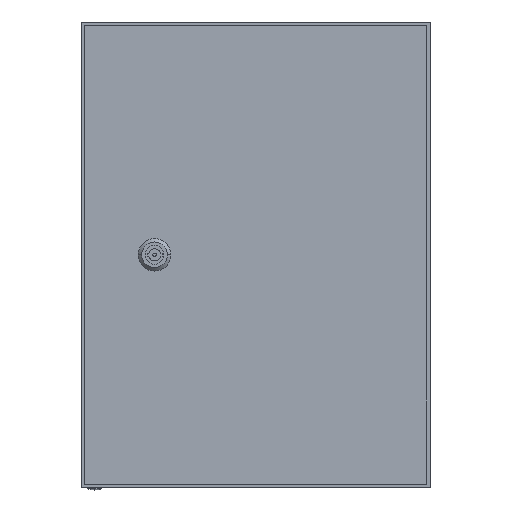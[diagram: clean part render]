
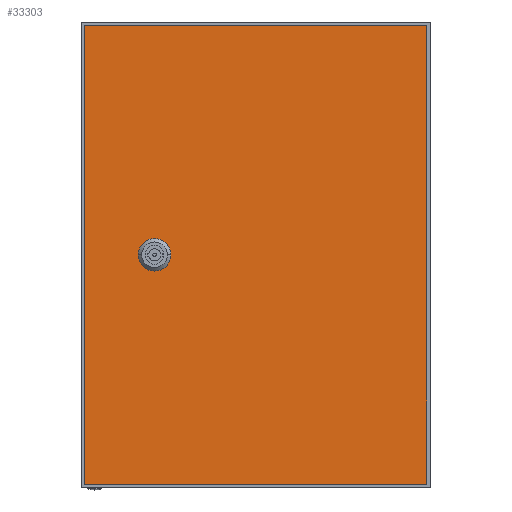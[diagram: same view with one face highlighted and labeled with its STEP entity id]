
A CAD part, top view. The second image highlights one B-rep face of the part: STEP entity #33303.
In plain terms, the highlighted planar face has unit normal (0, 0, 1).
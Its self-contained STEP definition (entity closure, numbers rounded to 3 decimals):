
#1241 = CARTESIAN_POINT ( 'NONE',  ( 62.87, 200., 16.85 ) ) ;
#1331 = ORIENTED_EDGE ( 'NONE', *, *, #4415, .T. ) ;
#1872 = LINE ( 'NONE', #12878, #10617 ) ;
#2478 = DIRECTION ( 'NONE',  ( 0., 0., -1. ) ) ;
#2531 = VERTEX_POINT ( 'NONE', #3823 ) ;
#2789 = LINE ( 'NONE', #23266, #18590 ) ;
#3165 = CARTESIAN_POINT ( 'NONE',  ( 62.87, 200., 16.85 ) ) ;
#3427 = VECTOR ( 'NONE', #38465, 1000. ) ;
#3823 = CARTESIAN_POINT ( 'NONE',  ( 2.72, 3., 16.85 ) ) ;
#4415 = EDGE_CURVE ( 'NONE', #17589, #33018, #33923, .T. ) ;
#4525 = FACE_BOUND ( 'NONE', #41316, .T. ) ;
#5658 = ORIENTED_EDGE ( 'NONE', *, *, #14296, .T. ) ;
#7588 = AXIS2_PLACEMENT_3D ( 'NONE', #3165, #2478, #17195 ) ;
#10143 = CARTESIAN_POINT ( 'NONE',  ( 296.72, 397., 16.85 ) ) ;
#10617 = VECTOR ( 'NONE', #29955, 1000. ) ;
#12878 = CARTESIAN_POINT ( 'NONE',  ( 2.72, 397., 16.85 ) ) ;
#14296 = EDGE_CURVE ( 'NONE', #35134, #2531, #2789, .T. ) ;
#15253 = DIRECTION ( 'NONE',  ( 0., 0., -1. ) ) ;
#15271 = AXIS2_PLACEMENT_3D ( 'NONE', #36088, #19422, #33536 ) ;
#15314 = PLANE ( 'NONE',  #15271 ) ;
#15733 = ORIENTED_EDGE ( 'NONE', *, *, #28295, .T. ) ;
#15736 = EDGE_LOOP ( 'NONE', ( #5658, #16369, #39868, #31372 ) ) ;
#16369 = ORIENTED_EDGE ( 'NONE', *, *, #35880, .T. ) ;
#17195 = DIRECTION ( 'NONE',  ( -1., 0., 0. ) ) ;
#17298 = VERTEX_POINT ( 'NONE', #26959 ) ;
#17589 = VERTEX_POINT ( 'NONE', #26222 ) ;
#18068 = VERTEX_POINT ( 'NONE', #39570 ) ;
#18590 = VECTOR ( 'NONE', #30888, 1000. ) ;
#19422 = DIRECTION ( 'NONE',  ( 0., 0., 1. ) ) ;
#23049 = VECTOR ( 'NONE', #35311, 1000. ) ;
#23266 = CARTESIAN_POINT ( 'NONE',  ( 2.72, 397., 16.85 ) ) ;
#24405 = LINE ( 'NONE', #10143, #3427 ) ;
#26116 = FACE_OUTER_BOUND ( 'NONE', #15736, .T. ) ;
#26222 = CARTESIAN_POINT ( 'NONE',  ( 48.87, 200., 16.85 ) ) ;
#26959 = CARTESIAN_POINT ( 'NONE',  ( 296.72, 397., 16.85 ) ) ;
#28295 = EDGE_CURVE ( 'NONE', #33018, #17589, #31132, .T. ) ;
#29308 = DIRECTION ( 'NONE',  ( -1., 0., 0. ) ) ;
#29955 = DIRECTION ( 'NONE',  ( -1., 0., 0. ) ) ;
#30888 = DIRECTION ( 'NONE',  ( 0., -1., 0. ) ) ;
#31132 = CIRCLE ( 'NONE', #7588, 14. ) ;
#31240 = CARTESIAN_POINT ( 'NONE',  ( 76.87, 200., 16.85 ) ) ;
#31372 = ORIENTED_EDGE ( 'NONE', *, *, #36185, .T. ) ;
#33018 = VERTEX_POINT ( 'NONE', #31240 ) ;
#33303 = ADVANCED_FACE ( 'NONE', ( #4525, #26116 ), #15314, .T. ) ;
#33536 = DIRECTION ( 'NONE',  ( 1., 0., 0. ) ) ;
#33923 = CIRCLE ( 'NONE', #42004, 14. ) ;
#35080 = CARTESIAN_POINT ( 'NONE',  ( 2.72, 3., 16.85 ) ) ;
#35134 = VERTEX_POINT ( 'NONE', #44350 ) ;
#35311 = DIRECTION ( 'NONE',  ( 1., 0., 0. ) ) ;
#35880 = EDGE_CURVE ( 'NONE', #2531, #18068, #45190, .T. ) ;
#36088 = CARTESIAN_POINT ( 'NONE',  ( 0., 0., 16.85 ) ) ;
#36185 = EDGE_CURVE ( 'NONE', #17298, #35134, #1872, .T. ) ;
#38465 = DIRECTION ( 'NONE',  ( 0., 1., 0. ) ) ;
#39163 = EDGE_CURVE ( 'NONE', #18068, #17298, #24405, .T. ) ;
#39570 = CARTESIAN_POINT ( 'NONE',  ( 296.72, 3., 16.85 ) ) ;
#39868 = ORIENTED_EDGE ( 'NONE', *, *, #39163, .T. ) ;
#41316 = EDGE_LOOP ( 'NONE', ( #1331, #15733 ) ) ;
#42004 = AXIS2_PLACEMENT_3D ( 'NONE', #1241, #15253, #29308 ) ;
#44350 = CARTESIAN_POINT ( 'NONE',  ( 2.72, 397., 16.85 ) ) ;
#45190 = LINE ( 'NONE', #35080, #23049 ) ;
